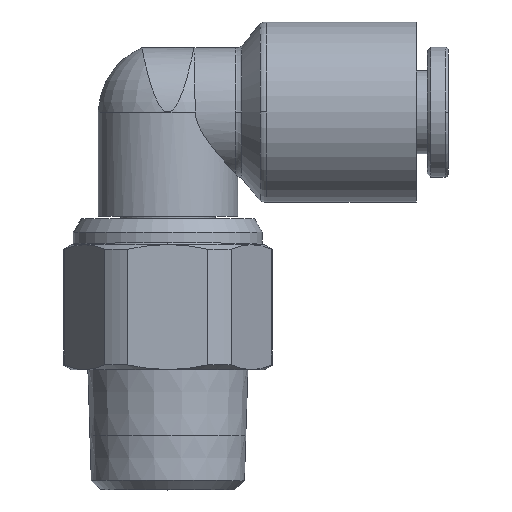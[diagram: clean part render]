
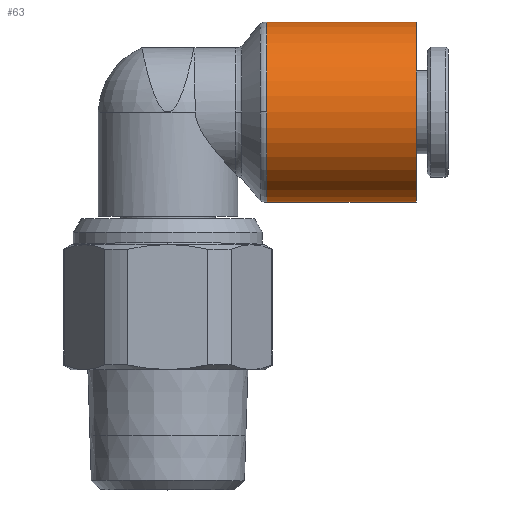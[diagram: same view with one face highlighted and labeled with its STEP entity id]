
A CAD part, top view. The second image highlights one B-rep face of the part: STEP entity #63.
In plain terms, the highlighted cylindrical face has radius 5.625 mm (diameter 11.25 mm), a partial arc.
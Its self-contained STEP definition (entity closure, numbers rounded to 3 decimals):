
#63=ADVANCED_FACE('',(#169),#170,.T.);
#169=FACE_OUTER_BOUND('',#354,.T.);
#170=CYLINDRICAL_SURFACE('',#355,5.625);
#354=EDGE_LOOP('',(#629,#630,#631,#632,#633));
#355=AXIS2_PLACEMENT_3D('',#634,#635,#636);
#629=ORIENTED_EDGE('',*,*,#1256,.F.);
#630=ORIENTED_EDGE('',*,*,#1257,.T.);
#631=ORIENTED_EDGE('',*,*,#1258,.T.);
#632=ORIENTED_EDGE('',*,*,#1259,.F.);
#633=ORIENTED_EDGE('',*,*,#1260,.F.);
#634=CARTESIAN_POINT('',(10.833,23.577,0.0));
#635=DIRECTION('',(1.0,0.0,0.0));
#636=DIRECTION('',(0.0,1.0,0.0));
#1256=EDGE_CURVE('',#1523,#1524,#1525,.T.);
#1257=EDGE_CURVE('',#1523,#1526,#1527,.T.);
#1258=EDGE_CURVE('',#1526,#1528,#1529,.T.);
#1259=EDGE_CURVE('',#1530,#1528,#1531,.T.);
#1260=EDGE_CURVE('',#1524,#1530,#1532,.T.);
#1523=VERTEX_POINT('',#2128);
#1524=VERTEX_POINT('',#2129);
#1525=LINE('',#2130,#2131);
#1526=VERTEX_POINT('',#2132);
#1527=CIRCLE('',#2133,5.625);
#1528=VERTEX_POINT('',#2134);
#1529=CIRCLE('',#2135,5.625);
#1530=VERTEX_POINT('',#2136);
#1531=LINE('',#2137,#2138);
#1532=CIRCLE('',#2139,5.625);
#2128=CARTESIAN_POINT('',(6.156,29.202,0.0));
#2129=CARTESIAN_POINT('',(15.511,29.202,0.0));
#2130=CARTESIAN_POINT('',(10.833,29.202,0.));
#2131=VECTOR('',#2966,1.0);
#2132=CARTESIAN_POINT('',(6.156,23.577,5.625));
#2133=AXIS2_PLACEMENT_3D('',#2967,#2968,#2969);
#2134=CARTESIAN_POINT('',(6.156,17.952,0.));
#2135=AXIS2_PLACEMENT_3D('',#2970,#2971,#2972);
#2136=CARTESIAN_POINT('',(15.511,17.952,0.));
#2137=CARTESIAN_POINT('',(10.833,17.952,0.));
#2138=VECTOR('',#2973,1.0);
#2139=AXIS2_PLACEMENT_3D('',#2974,#2975,#2976);
#2966=DIRECTION('',(1.0,0.0,0.0));
#2967=CARTESIAN_POINT('',(6.156,23.577,0.0));
#2968=DIRECTION('',(1.0,0.0,0.0));
#2969=DIRECTION('',(0.0,1.0,0.0));
#2970=CARTESIAN_POINT('',(6.156,23.577,0.0));
#2971=DIRECTION('',(1.0,0.0,0.0));
#2972=DIRECTION('',(0.0,1.0,0.0));
#2973=DIRECTION('',(-1.0,-0.0,-0.0));
#2974=CARTESIAN_POINT('',(15.511,23.577,0.0));
#2975=DIRECTION('',(1.0,0.0,0.0));
#2976=DIRECTION('',(0.0,1.0,0.0));
